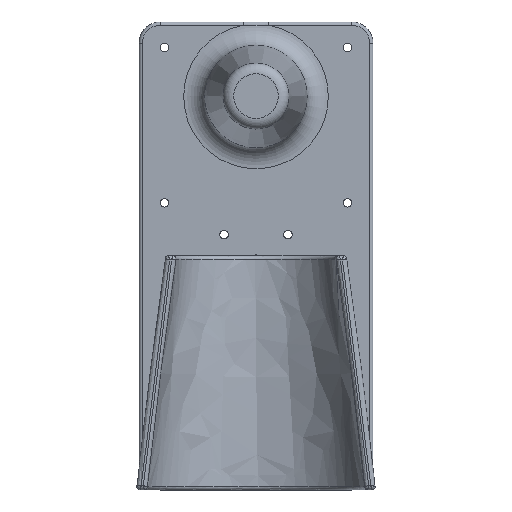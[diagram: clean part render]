
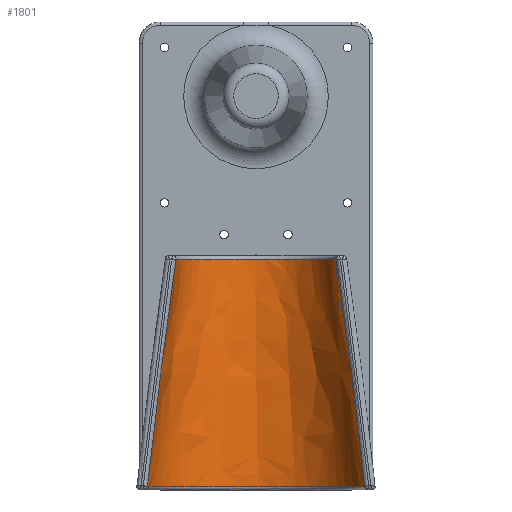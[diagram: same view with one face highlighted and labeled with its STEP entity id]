
A CAD part, top view. The second image highlights one B-rep face of the part: STEP entity #1801.
In plain terms, the highlighted free-form (B-spline) face has degree [1, 2] with [2, 7] control points.
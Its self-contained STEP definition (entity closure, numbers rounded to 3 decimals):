
#16=(
BOUNDED_SURFACE()
B_SPLINE_SURFACE(1,2,((#3689,#3690,#3691,#3692,#3693,#3694,#3695),(#3696,
#3697,#3698,#3699,#3700,#3701,#3702)),.UNSPECIFIED.,.F.,.F.,.F.)
B_SPLINE_SURFACE_WITH_KNOTS((2,2),(3,2,2,3),(0.055,2.201),
(-6.371,-5.265,-4.16,-3.054),
 .UNSPECIFIED.)
GEOMETRIC_REPRESENTATION_ITEM()
RATIONAL_B_SPLINE_SURFACE(((1.,0.851,1.,0.851,1.,
0.851,1.),(1.,0.851,1.,0.851,1.,0.851,
1.)))
REPRESENTATION_ITEM('')
SURFACE()
);
#297=FACE_OUTER_BOUND('',#423,.T.);
#423=EDGE_LOOP('',(#1377,#1378,#1379,#1380,#1381,#1382,#1383));
#532=B_SPLINE_CURVE_WITH_KNOTS('',3,(#3133,#3134,#3135,#3136),
 .UNSPECIFIED.,.F.,.F.,(4,4),(0.,0.011),.UNSPECIFIED.);
#548=B_SPLINE_CURVE_WITH_KNOTS('',3,(#3547,#3548,#3549,#3550,#3551),
 .UNSPECIFIED.,.F.,.F.,(4,1,4),(-11.143,-4.981,-0.359),
 .UNSPECIFIED.);
#554=B_SPLINE_CURVE_WITH_KNOTS('',3,(#3678,#3679,#3680,#3681,#3682,#3683,
#3684,#3685,#3686,#3687),.UNSPECIFIED.,.F.,.F.,(4,1,1,1,1,1,1,4),(6.362,
6.747,7.133,7.518,7.904,8.289,
8.675,9.06),.UNSPECIFIED.);
#555=B_SPLINE_CURVE_WITH_KNOTS('',3,(#3704,#3705,#3706,#3707),
 .UNSPECIFIED.,.F.,.F.,(4,4),(0.018,0.282),
 .UNSPECIFIED.);
#556=B_SPLINE_CURVE_WITH_KNOTS('',3,(#3709,#3710,#3711,#3712,#3713,#3714,
#3715,#3716,#3717,#3718),.UNSPECIFIED.,.F.,.F.,(4,1,1,1,1,1,1,4),(3.284,
3.715,4.146,4.577,5.008,5.439,
5.87,6.301),.UNSPECIFIED.);
#557=B_SPLINE_CURVE_WITH_KNOTS('',3,(#3720,#3721,#3722,#3723,#3724),
 .UNSPECIFIED.,.F.,.F.,(4,1,4),(-11.131,-4.968,-0.346),
 .UNSPECIFIED.);
#558=B_SPLINE_CURVE_WITH_KNOTS('',3,(#3725,#3726,#3727,#3728),
 .UNSPECIFIED.,.F.,.F.,(4,4),(-0.011,0.),.UNSPECIFIED.);
#787=VERTEX_POINT('',#3123);
#790=VERTEX_POINT('',#3131);
#803=VERTEX_POINT('',#3447);
#810=VERTEX_POINT('',#3677);
#811=VERTEX_POINT('',#3703);
#812=VERTEX_POINT('',#3708);
#813=VERTEX_POINT('',#3719);
#985=EDGE_CURVE('',#790,#787,#532,.T.);
#1007=EDGE_CURVE('',#803,#790,#548,.T.);
#1018=EDGE_CURVE('',#787,#810,#554,.T.);
#1020=EDGE_CURVE('',#811,#803,#555,.T.);
#1021=EDGE_CURVE('',#812,#811,#556,.T.);
#1022=EDGE_CURVE('',#813,#812,#557,.T.);
#1023=EDGE_CURVE('',#810,#813,#558,.T.);
#1377=ORIENTED_EDGE('',*,*,#985,.F.);
#1378=ORIENTED_EDGE('',*,*,#1007,.F.);
#1379=ORIENTED_EDGE('',*,*,#1020,.F.);
#1380=ORIENTED_EDGE('',*,*,#1021,.F.);
#1381=ORIENTED_EDGE('',*,*,#1022,.F.);
#1382=ORIENTED_EDGE('',*,*,#1023,.F.);
#1383=ORIENTED_EDGE('',*,*,#1018,.F.);
#1801=ADVANCED_FACE('',(#297),#16,.T.);
#3123=CARTESIAN_POINT('',(51.04,-108.659,69.328));
#3131=CARTESIAN_POINT('',(51.062,-108.647,69.433));
#3133=CARTESIAN_POINT('Ctrl Pts',(51.062,-108.647,69.433));
#3134=CARTESIAN_POINT('Ctrl Pts',(51.055,-108.655,69.398));
#3135=CARTESIAN_POINT('Ctrl Pts',(51.048,-108.659,69.363));
#3136=CARTESIAN_POINT('Ctrl Pts',(51.04,-108.659,69.328));
#3447=CARTESIAN_POINT('',(37.642,-1.717,68.862));
#3547=CARTESIAN_POINT('Ctrl Pts',(37.642,-1.717,68.862));
#3548=CARTESIAN_POINT('Ctrl Pts',(40.601,-22.023,69.01));
#3549=CARTESIAN_POINT('Ctrl Pts',(45.26,-57.645,69.217));
#3550=CARTESIAN_POINT('Ctrl Pts',(49.376,-93.34,69.373));
#3551=CARTESIAN_POINT('Ctrl Pts',(51.062,-108.647,69.433));
#3677=CARTESIAN_POINT('',(-51.04,-108.659,69.328));
#3678=CARTESIAN_POINT('Ctrl Pts',(51.04,-108.659,69.328));
#3679=CARTESIAN_POINT('Ctrl Pts',(49.561,-108.634,62.768));
#3680=CARTESIAN_POINT('Ctrl Pts',(44.047,-108.585,50.228));
#3681=CARTESIAN_POINT('Ctrl Pts',(29.31,-108.529,35.911));
#3682=CARTESIAN_POINT('Ctrl Pts',(10.274,-108.499,28.177));
#3683=CARTESIAN_POINT('Ctrl Pts',(-10.273,-108.499,28.182));
#3684=CARTESIAN_POINT('Ctrl Pts',(-29.313,-108.529,35.906));
#3685=CARTESIAN_POINT('Ctrl Pts',(-44.045,-108.585,50.23));
#3686=CARTESIAN_POINT('Ctrl Pts',(-49.561,-108.634,62.768));
#3687=CARTESIAN_POINT('Ctrl Pts',(-51.04,-108.659,69.328));
#3689=CARTESIAN_POINT('Ctrl Pts',(51.92,-106.677,84.172));
#3690=CARTESIAN_POINT('Ctrl Pts',(54.733,-110.89,52.709));
#3691=CARTESIAN_POINT('Ctrl Pts',(27.367,-113.111,36.125));
#3692=CARTESIAN_POINT('Ctrl Pts',(0.,-115.332,
19.541));
#3693=CARTESIAN_POINT('Ctrl Pts',(-27.367,-113.111,36.125));
#3694=CARTESIAN_POINT('Ctrl Pts',(-54.733,-110.89,52.709));
#3695=CARTESIAN_POINT('Ctrl Pts',(-51.92,-106.677,84.172));
#3696=CARTESIAN_POINT('Ctrl Pts',(36.888,3.828,68.053));
#3697=CARTESIAN_POINT('Ctrl Pts',(38.887,0.834,45.7));
#3698=CARTESIAN_POINT('Ctrl Pts',(19.443,-0.744,33.917));
#3699=CARTESIAN_POINT('Ctrl Pts',(0.,-2.321,
22.135));
#3700=CARTESIAN_POINT('Ctrl Pts',(-19.443,-0.744,33.917));
#3701=CARTESIAN_POINT('Ctrl Pts',(-38.887,0.834,45.7));
#3702=CARTESIAN_POINT('Ctrl Pts',(-36.888,3.828,68.053));
#3703=CARTESIAN_POINT('',(37.02,-1.664,58.956));
#3704=CARTESIAN_POINT('Ctrl Pts',(37.02,-1.664,58.956));
#3705=CARTESIAN_POINT('Ctrl Pts',(37.661,-1.681,62.211));
#3706=CARTESIAN_POINT('Ctrl Pts',(37.871,-1.699,65.552));
#3707=CARTESIAN_POINT('Ctrl Pts',(37.642,-1.717,68.862));
#3708=CARTESIAN_POINT('',(-37.642,-1.717,68.862));
#3709=CARTESIAN_POINT('Ctrl Pts',(-37.642,-1.717,68.862));
#3710=CARTESIAN_POINT('Ctrl Pts',(-38.016,-1.688,63.453));
#3711=CARTESIAN_POINT('Ctrl Pts',(-36.401,-1.63,52.472));
#3712=CARTESIAN_POINT('Ctrl Pts',(-27.321,-1.554,38.525));
#3713=CARTESIAN_POINT('Ctrl Pts',(-13.25,-1.506,29.634));
#3714=CARTESIAN_POINT('Ctrl Pts',(3.25,-1.494,27.45));
#3715=CARTESIAN_POINT('Ctrl Pts',(19.155,-1.521,32.352));
#3716=CARTESIAN_POINT('Ctrl Pts',(31.552,-1.581,43.46));
#3717=CARTESIAN_POINT('Ctrl Pts',(35.972,-1.636,53.636));
#3718=CARTESIAN_POINT('Ctrl Pts',(37.02,-1.664,58.956));
#3719=CARTESIAN_POINT('',(-51.062,-108.647,69.433));
#3720=CARTESIAN_POINT('Ctrl Pts',(-51.062,-108.647,69.433));
#3721=CARTESIAN_POINT('Ctrl Pts',(-48.813,-88.237,69.353));
#3722=CARTESIAN_POINT('Ctrl Pts',(-44.644,-52.548,69.192));
#3723=CARTESIAN_POINT('Ctrl Pts',(-39.862,-16.946,68.973));
#3724=CARTESIAN_POINT('Ctrl Pts',(-37.642,-1.717,68.862));
#3725=CARTESIAN_POINT('Ctrl Pts',(-51.04,-108.659,69.328));
#3726=CARTESIAN_POINT('Ctrl Pts',(-51.048,-108.659,69.363));
#3727=CARTESIAN_POINT('Ctrl Pts',(-51.055,-108.655,69.398));
#3728=CARTESIAN_POINT('Ctrl Pts',(-51.062,-108.647,69.433));
